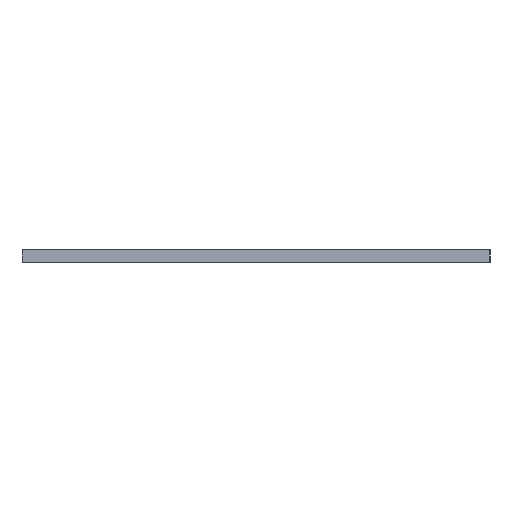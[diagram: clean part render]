
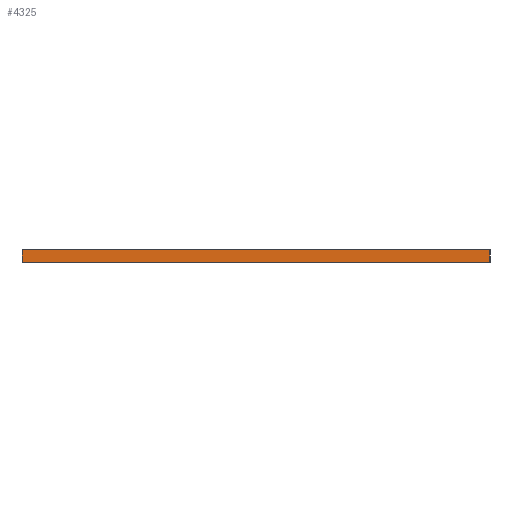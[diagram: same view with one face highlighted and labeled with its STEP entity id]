
A CAD part, left-side view. The second image highlights one B-rep face of the part: STEP entity #4325.
In plain terms, the highlighted planar face has unit normal (-1, 0, 0).
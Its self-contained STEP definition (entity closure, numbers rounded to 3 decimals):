
#83 = PLANE('',#84);
#84 = AXIS2_PLACEMENT_3D('',#85,#86,#87);
#85 = CARTESIAN_POINT('',(147.758,-105.154,1.6));
#86 = DIRECTION('',(-0.,-0.,-1.));
#87 = DIRECTION('',(-1.,0.,0.));
#137 = PLANE('',#138);
#138 = AXIS2_PLACEMENT_3D('',#139,#140,#141);
#139 = CARTESIAN_POINT('',(147.758,-105.154,0.));
#140 = DIRECTION('',(-0.,-0.,-1.));
#141 = DIRECTION('',(-1.,0.,0.));
#268 = PLANE('',#269);
#269 = AXIS2_PLACEMENT_3D('',#270,#271,#272);
#270 = CARTESIAN_POINT('',(180.251,-134.214,0.));
#271 = DIRECTION('',(0.,-1.,0.));
#272 = DIRECTION('',(-1.,0.,0.));
#307 = VERTEX_POINT('',#308);
#308 = CARTESIAN_POINT('',(114.211,-134.214,0.));
#329 = EDGE_CURVE('',#307,#330,#332,.T.);
#330 = VERTEX_POINT('',#331);
#331 = CARTESIAN_POINT('',(114.211,-75.794,0.));
#332 = SURFACE_CURVE('',#333,(#337,#344),.PCURVE_S1.);
#333 = LINE('',#334,#335);
#334 = CARTESIAN_POINT('',(114.211,-134.214,0.));
#335 = VECTOR('',#336,1.);
#336 = DIRECTION('',(0.,1.,0.));
#337 = PCURVE('',#137,#338);
#338 = DEFINITIONAL_REPRESENTATION('',(#339),#343);
#339 = LINE('',#340,#341);
#340 = CARTESIAN_POINT('',(33.547,-29.06));
#341 = VECTOR('',#342,1.);
#342 = DIRECTION('',(0.,1.));
#343 = ( GEOMETRIC_REPRESENTATION_CONTEXT(2) 
PARAMETRIC_REPRESENTATION_CONTEXT() REPRESENTATION_CONTEXT('2D SPACE',''
  ) );
#344 = PCURVE('',#345,#350);
#345 = PLANE('',#346);
#346 = AXIS2_PLACEMENT_3D('',#347,#348,#349);
#347 = CARTESIAN_POINT('',(114.211,-134.214,0.));
#348 = DIRECTION('',(-1.,0.,0.));
#349 = DIRECTION('',(0.,1.,0.));
#350 = DEFINITIONAL_REPRESENTATION('',(#351),#355);
#351 = LINE('',#352,#353);
#352 = CARTESIAN_POINT('',(0.,0.));
#353 = VECTOR('',#354,1.);
#354 = DIRECTION('',(1.,0.));
#355 = ( GEOMETRIC_REPRESENTATION_CONTEXT(2) 
PARAMETRIC_REPRESENTATION_CONTEXT() REPRESENTATION_CONTEXT('2D SPACE',''
  ) );
#373 = PLANE('',#374);
#374 = AXIS2_PLACEMENT_3D('',#375,#376,#377);
#375 = CARTESIAN_POINT('',(114.211,-75.794,0.));
#376 = DIRECTION('',(0.,1.,0.));
#377 = DIRECTION('',(1.,0.,0.));
#2429 = VERTEX_POINT('',#2430);
#2430 = CARTESIAN_POINT('',(114.211,-134.214,1.6));
#2451 = EDGE_CURVE('',#2429,#2452,#2454,.T.);
#2452 = VERTEX_POINT('',#2453);
#2453 = CARTESIAN_POINT('',(114.211,-75.794,1.6));
#2454 = SURFACE_CURVE('',#2455,(#2459,#2466),.PCURVE_S1.);
#2455 = LINE('',#2456,#2457);
#2456 = CARTESIAN_POINT('',(114.211,-134.214,1.6));
#2457 = VECTOR('',#2458,1.);
#2458 = DIRECTION('',(0.,1.,0.));
#2459 = PCURVE('',#83,#2460);
#2460 = DEFINITIONAL_REPRESENTATION('',(#2461),#2465);
#2461 = LINE('',#2462,#2463);
#2462 = CARTESIAN_POINT('',(33.547,-29.06));
#2463 = VECTOR('',#2464,1.);
#2464 = DIRECTION('',(0.,1.));
#2465 = ( GEOMETRIC_REPRESENTATION_CONTEXT(2) 
PARAMETRIC_REPRESENTATION_CONTEXT() REPRESENTATION_CONTEXT('2D SPACE',''
  ) );
#2466 = PCURVE('',#345,#2467);
#2467 = DEFINITIONAL_REPRESENTATION('',(#2468),#2472);
#2468 = LINE('',#2469,#2470);
#2469 = CARTESIAN_POINT('',(0.,-1.6));
#2470 = VECTOR('',#2471,1.);
#2471 = DIRECTION('',(1.,0.));
#2472 = ( GEOMETRIC_REPRESENTATION_CONTEXT(2) 
PARAMETRIC_REPRESENTATION_CONTEXT() REPRESENTATION_CONTEXT('2D SPACE',''
  ) );
#4277 = EDGE_CURVE('',#307,#2429,#4278,.T.);
#4278 = SURFACE_CURVE('',#4279,(#4283,#4290),.PCURVE_S1.);
#4279 = LINE('',#4280,#4281);
#4280 = CARTESIAN_POINT('',(114.211,-134.214,0.));
#4281 = VECTOR('',#4282,1.);
#4282 = DIRECTION('',(0.,0.,1.));
#4283 = PCURVE('',#268,#4284);
#4284 = DEFINITIONAL_REPRESENTATION('',(#4285),#4289);
#4285 = LINE('',#4286,#4287);
#4286 = CARTESIAN_POINT('',(66.04,0.));
#4287 = VECTOR('',#4288,1.);
#4288 = DIRECTION('',(0.,-1.));
#4289 = ( GEOMETRIC_REPRESENTATION_CONTEXT(2) 
PARAMETRIC_REPRESENTATION_CONTEXT() REPRESENTATION_CONTEXT('2D SPACE',''
  ) );
#4290 = PCURVE('',#345,#4291);
#4291 = DEFINITIONAL_REPRESENTATION('',(#4292),#4296);
#4292 = LINE('',#4293,#4294);
#4293 = CARTESIAN_POINT('',(0.,0.));
#4294 = VECTOR('',#4295,1.);
#4295 = DIRECTION('',(0.,-1.));
#4296 = ( GEOMETRIC_REPRESENTATION_CONTEXT(2) 
PARAMETRIC_REPRESENTATION_CONTEXT() REPRESENTATION_CONTEXT('2D SPACE',''
  ) );
#4325 = ADVANCED_FACE('',(#4326),#345,.T.);
#4326 = FACE_BOUND('',#4327,.T.);
#4327 = EDGE_LOOP('',(#4328,#4329,#4330,#4351));
#4328 = ORIENTED_EDGE('',*,*,#4277,.T.);
#4329 = ORIENTED_EDGE('',*,*,#2451,.T.);
#4330 = ORIENTED_EDGE('',*,*,#4331,.F.);
#4331 = EDGE_CURVE('',#330,#2452,#4332,.T.);
#4332 = SURFACE_CURVE('',#4333,(#4337,#4344),.PCURVE_S1.);
#4333 = LINE('',#4334,#4335);
#4334 = CARTESIAN_POINT('',(114.211,-75.794,0.));
#4335 = VECTOR('',#4336,1.);
#4336 = DIRECTION('',(0.,0.,1.));
#4337 = PCURVE('',#345,#4338);
#4338 = DEFINITIONAL_REPRESENTATION('',(#4339),#4343);
#4339 = LINE('',#4340,#4341);
#4340 = CARTESIAN_POINT('',(58.42,0.));
#4341 = VECTOR('',#4342,1.);
#4342 = DIRECTION('',(0.,-1.));
#4343 = ( GEOMETRIC_REPRESENTATION_CONTEXT(2) 
PARAMETRIC_REPRESENTATION_CONTEXT() REPRESENTATION_CONTEXT('2D SPACE',''
  ) );
#4344 = PCURVE('',#373,#4345);
#4345 = DEFINITIONAL_REPRESENTATION('',(#4346),#4350);
#4346 = LINE('',#4347,#4348);
#4347 = CARTESIAN_POINT('',(0.,0.));
#4348 = VECTOR('',#4349,1.);
#4349 = DIRECTION('',(0.,-1.));
#4350 = ( GEOMETRIC_REPRESENTATION_CONTEXT(2) 
PARAMETRIC_REPRESENTATION_CONTEXT() REPRESENTATION_CONTEXT('2D SPACE',''
  ) );
#4351 = ORIENTED_EDGE('',*,*,#329,.F.);
